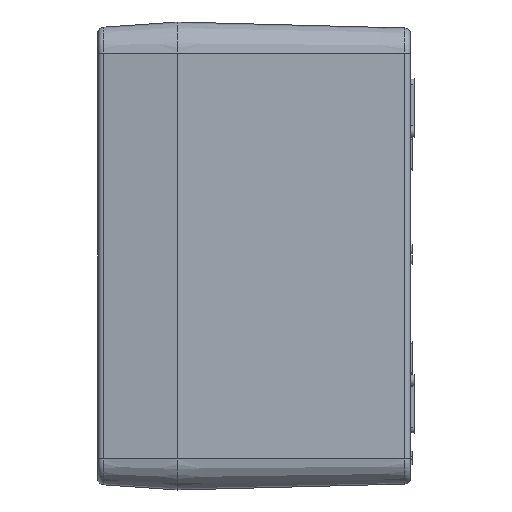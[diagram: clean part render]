
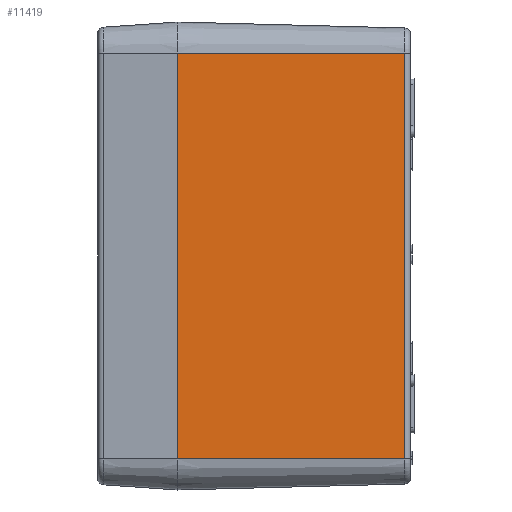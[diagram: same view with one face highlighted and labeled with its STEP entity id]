
A CAD part, left-side view. The second image highlights one B-rep face of the part: STEP entity #11419.
In plain terms, the highlighted face is planar.
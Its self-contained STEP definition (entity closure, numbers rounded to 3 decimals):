
#1548=FACE_OUTER_BOUND('',#2270,.T.);
#2270=EDGE_LOOP('',(#9075,#9076,#9077,#9078));
#3221=LINE('',#19004,#4207);
#3224=LINE('',#19021,#4210);
#3226=LINE('',#19027,#4212);
#3227=LINE('',#19028,#4213);
#4207=VECTOR('',#14611,10.);
#4210=VECTOR('',#14634,10.);
#4212=VECTOR('',#14640,10.);
#4213=VECTOR('',#14641,10.);
#5190=VERTEX_POINT('',#18994);
#5192=VERTEX_POINT('',#19002);
#5196=VERTEX_POINT('',#19020);
#5198=VERTEX_POINT('',#19026);
#6581=EDGE_CURVE('',#5190,#5192,#3221,.T.);
#6589=EDGE_CURVE('',#5196,#5192,#3224,.T.);
#6592=EDGE_CURVE('',#5198,#5190,#3226,.T.);
#6593=EDGE_CURVE('',#5196,#5198,#3227,.T.);
#9075=ORIENTED_EDGE('',*,*,#6581,.F.);
#9076=ORIENTED_EDGE('',*,*,#6592,.F.);
#9077=ORIENTED_EDGE('',*,*,#6593,.F.);
#9078=ORIENTED_EDGE('',*,*,#6589,.T.);
#10942=PLANE('',#12362);
#11419=ADVANCED_FACE('',(#1548),#10942,.T.);
#12362=AXIS2_PLACEMENT_3D('',#19025,#14638,#14639);
#14611=DIRECTION('',(0.,1.,0.));
#14634=DIRECTION('',(0.026,0.,-1.));
#14638=DIRECTION('center_axis',(-1.,0.,-0.026));
#14639=DIRECTION('ref_axis',(0.,1.,0.));
#14640=DIRECTION('',(0.026,0.,-1.));
#14641=DIRECTION('',(0.,-1.,0.));
#18994=CARTESIAN_POINT('',(-108.967,-52.25,-58.539));
#19002=CARTESIAN_POINT('',(-108.967,52.25,-58.539));
#19004=CARTESIAN_POINT('',(-108.967,26.125,-58.539));
#19020=CARTESIAN_POINT('',(-110.5,52.25,0.));
#19021=CARTESIAN_POINT('',(-110.5,52.25,0.));
#19025=CARTESIAN_POINT('Origin',(-110.5,52.25,0.));
#19026=CARTESIAN_POINT('',(-110.5,-52.25,0.));
#19027=CARTESIAN_POINT('',(-110.5,-52.25,0.));
#19028=CARTESIAN_POINT('',(-110.5,52.25,0.));
